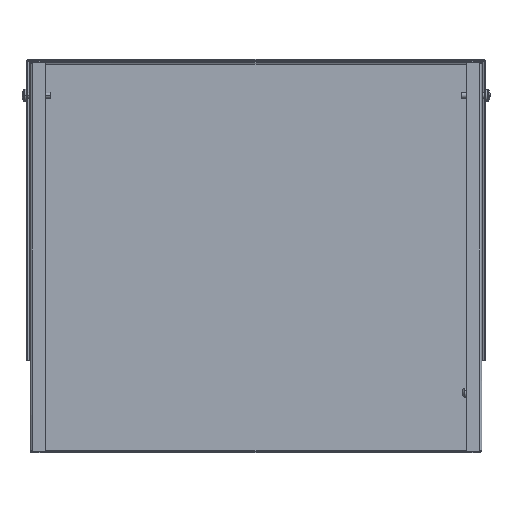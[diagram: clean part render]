
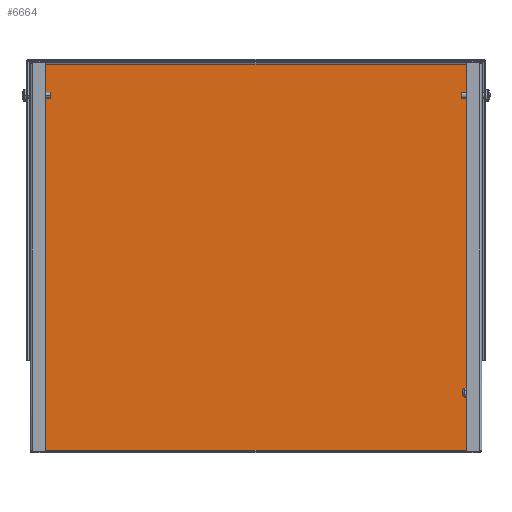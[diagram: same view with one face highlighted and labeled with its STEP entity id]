
A CAD part, top view. The second image highlights one B-rep face of the part: STEP entity #6664.
In plain terms, the highlighted planar face has unit normal (0, 0, 1).
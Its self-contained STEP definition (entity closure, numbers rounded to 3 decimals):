
#394 = CARTESIAN_POINT ( 'NONE',  ( 1.7, 258.3, 0. ) ) ;
#429 = VERTEX_POINT ( 'NONE', #394 ) ;
#431 = VERTEX_POINT ( 'NONE', #3547 ) ;
#445 = ORIENTED_EDGE ( 'NONE', *, *, #4396, .F. ) ;
#1149 = CARTESIAN_POINT ( 'NONE',  ( 1.7, 258.3, 0. ) ) ;
#1156 = AXIS2_PLACEMENT_3D ( 'NONE', #6137, #4839, #5367 ) ;
#1228 = CARTESIAN_POINT ( 'NONE',  ( 1.7, 0., 0. ) ) ;
#1300 = VECTOR ( 'NONE', #1786, 1000. ) ;
#1361 = ORIENTED_EDGE ( 'NONE', *, *, #5272, .F. ) ;
#1786 = DIRECTION ( 'NONE',  ( 0., -1., 0. ) ) ;
#1815 = VERTEX_POINT ( 'NONE', #5179 ) ;
#2015 = DIRECTION ( 'NONE',  ( -1., 0., 0. ) ) ;
#2266 = VERTEX_POINT ( 'NONE', #5033 ) ;
#2313 = FACE_OUTER_BOUND ( 'NONE', #5575, .T. ) ;
#2397 = LINE ( 'NONE', #4922, #1300 ) ;
#2965 = PLANE ( 'NONE',  #1156 ) ;
#3547 = CARTESIAN_POINT ( 'NONE',  ( 1.7, 1.7, 0. ) ) ;
#3573 = DIRECTION ( 'NONE',  ( 1., 0., 0. ) ) ;
#3682 = EDGE_CURVE ( 'NONE', #429, #2266, #4201, .T. ) ;
#3830 = VECTOR ( 'NONE', #2015, 1000. ) ;
#4201 = LINE ( 'NONE', #1149, #7609 ) ;
#4361 = DIRECTION ( 'NONE',  ( 0., 1., 0. ) ) ;
#4396 = EDGE_CURVE ( 'NONE', #431, #429, #7551, .T. ) ;
#4839 = DIRECTION ( 'NONE',  ( 0., 0., -1. ) ) ;
#4922 = CARTESIAN_POINT ( 'NONE',  ( 298.3, 260., 0. ) ) ;
#5033 = CARTESIAN_POINT ( 'NONE',  ( 298.3, 258.3, 0. ) ) ;
#5145 = CARTESIAN_POINT ( 'NONE',  ( 298.3, 1.7, 0. ) ) ;
#5179 = CARTESIAN_POINT ( 'NONE',  ( 298.3, 1.7, 0. ) ) ;
#5272 = EDGE_CURVE ( 'NONE', #2266, #1815, #2397, .T. ) ;
#5367 = DIRECTION ( 'NONE',  ( -1., 0., 0. ) ) ;
#5575 = EDGE_LOOP ( 'NONE', ( #5713, #1361, #7332, #445 ) ) ;
#5713 = ORIENTED_EDGE ( 'NONE', *, *, #7519, .F. ) ;
#5755 = LINE ( 'NONE', #5145, #3830 ) ;
#5962 = VECTOR ( 'NONE', #4361, 1000. ) ;
#6137 = CARTESIAN_POINT ( 'NONE',  ( 0., 0., 0. ) ) ;
#6664 = ADVANCED_FACE ( 'NONE', ( #2313 ), #2965, .F. ) ;
#7332 = ORIENTED_EDGE ( 'NONE', *, *, #3682, .F. ) ;
#7519 = EDGE_CURVE ( 'NONE', #1815, #431, #5755, .T. ) ;
#7551 = LINE ( 'NONE', #1228, #5962 ) ;
#7609 = VECTOR ( 'NONE', #3573, 1000. ) ;
